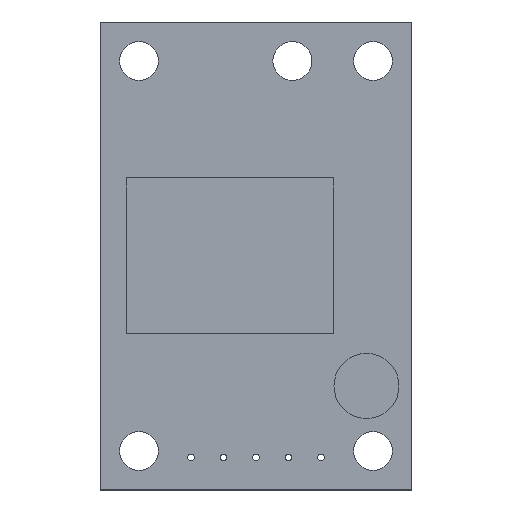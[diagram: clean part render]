
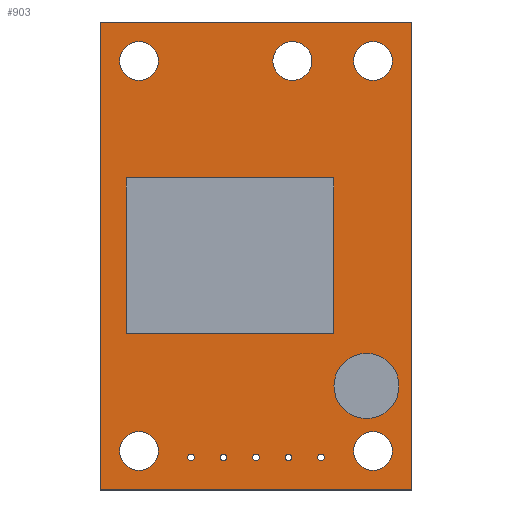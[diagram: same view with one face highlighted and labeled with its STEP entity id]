
A CAD part, top view. The second image highlights one B-rep face of the part: STEP entity #903.
In plain terms, the highlighted planar face has unit normal (0, 0, 1).
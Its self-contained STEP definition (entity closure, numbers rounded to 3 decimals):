
#626=FACE_BOUND('',#1547,.F.);
#627=FACE_BOUND('',#1548,.F.);
#628=FACE_BOUND('',#1549,.F.);
#629=FACE_BOUND('',#1550,.F.);
#630=FACE_BOUND('',#1551,.F.);
#631=FACE_BOUND('',#1552,.F.);
#632=FACE_BOUND('',#1553,.F.);
#633=FACE_BOUND('',#1554,.F.);
#634=FACE_BOUND('',#1555,.F.);
#635=FACE_BOUND('',#1556,.F.);
#659=PLANE('',#6543);
#903=ADVANCED_FACE('',(#626,#627,#628,#629,#630,#631,#632,#633,#634,#635,#1220),
#659,.T.);
#1220=FACE_OUTER_BOUND('',#1557,.F.);
#1547=EDGE_LOOP('',(#1987,#1988));
#1548=EDGE_LOOP('',(#1989,#1990));
#1549=EDGE_LOOP('',(#1991,#1992));
#1550=EDGE_LOOP('',(#1993,#1994));
#1551=EDGE_LOOP('',(#1995,#1996));
#1552=EDGE_LOOP('',(#1997,#1998));
#1553=EDGE_LOOP('',(#1999,#2000));
#1554=EDGE_LOOP('',(#2001,#2002));
#1555=EDGE_LOOP('',(#2003,#2004));
#1556=EDGE_LOOP('',(#2005,#2006));
#1557=EDGE_LOOP('',(#2007,#2008,#2009,#2010));
#1987=ORIENTED_EDGE('',*,*,#4726,.T.);
#1988=ORIENTED_EDGE('',*,*,#4727,.T.);
#1989=ORIENTED_EDGE('',*,*,#4728,.T.);
#1990=ORIENTED_EDGE('',*,*,#4729,.T.);
#1991=ORIENTED_EDGE('',*,*,#4730,.T.);
#1992=ORIENTED_EDGE('',*,*,#4731,.T.);
#1993=ORIENTED_EDGE('',*,*,#4732,.T.);
#1994=ORIENTED_EDGE('',*,*,#4733,.T.);
#1995=ORIENTED_EDGE('',*,*,#4734,.T.);
#1996=ORIENTED_EDGE('',*,*,#4735,.T.);
#1997=ORIENTED_EDGE('',*,*,#4736,.T.);
#1998=ORIENTED_EDGE('',*,*,#4737,.T.);
#1999=ORIENTED_EDGE('',*,*,#4738,.T.);
#2000=ORIENTED_EDGE('',*,*,#4739,.T.);
#2001=ORIENTED_EDGE('',*,*,#4740,.T.);
#2002=ORIENTED_EDGE('',*,*,#4741,.T.);
#2003=ORIENTED_EDGE('',*,*,#4742,.T.);
#2004=ORIENTED_EDGE('',*,*,#4743,.T.);
#2005=ORIENTED_EDGE('',*,*,#4744,.T.);
#2006=ORIENTED_EDGE('',*,*,#4745,.T.);
#2007=ORIENTED_EDGE('',*,*,#4746,.T.);
#2008=ORIENTED_EDGE('',*,*,#4747,.T.);
#2009=ORIENTED_EDGE('',*,*,#4748,.T.);
#2010=ORIENTED_EDGE('',*,*,#4749,.T.);
#3659=LINE('',#8231,#4157);
#3660=LINE('',#8232,#4158);
#3661=LINE('',#8233,#4159);
#3662=LINE('',#8234,#4160);
#4157=VECTOR('',#6892,24.);
#4158=VECTOR('',#6893,36.);
#4159=VECTOR('',#6894,24.);
#4160=VECTOR('',#6895,36.);
#4726=EDGE_CURVE('',#5606,#5605,#5515,.T.);
#4727=EDGE_CURVE('',#5605,#5606,#5516,.T.);
#4728=EDGE_CURVE('',#5604,#5603,#5517,.T.);
#4729=EDGE_CURVE('',#5603,#5604,#5518,.T.);
#4730=EDGE_CURVE('',#5602,#5601,#5519,.T.);
#4731=EDGE_CURVE('',#5601,#5602,#5520,.T.);
#4732=EDGE_CURVE('',#5600,#5599,#5521,.T.);
#4733=EDGE_CURVE('',#5599,#5600,#5522,.T.);
#4734=EDGE_CURVE('',#5598,#5597,#5523,.T.);
#4735=EDGE_CURVE('',#5597,#5598,#5524,.T.);
#4736=EDGE_CURVE('',#5596,#5595,#5525,.T.);
#4737=EDGE_CURVE('',#5595,#5596,#5526,.T.);
#4738=EDGE_CURVE('',#5594,#5593,#5527,.T.);
#4739=EDGE_CURVE('',#5593,#5594,#5528,.T.);
#4740=EDGE_CURVE('',#5592,#5591,#5529,.T.);
#4741=EDGE_CURVE('',#5591,#5592,#5530,.T.);
#4742=EDGE_CURVE('',#5590,#5589,#5531,.T.);
#4743=EDGE_CURVE('',#5589,#5590,#5532,.T.);
#4744=EDGE_CURVE('',#5588,#5587,#5533,.T.);
#4745=EDGE_CURVE('',#5587,#5588,#5534,.T.);
#4746=EDGE_CURVE('',#5586,#5585,#3659,.T.);
#4747=EDGE_CURVE('',#5585,#5584,#3660,.T.);
#4748=EDGE_CURVE('',#5584,#5583,#3661,.T.);
#4749=EDGE_CURVE('',#5583,#5586,#3662,.T.);
#5515=CIRCLE('',#6478,0.25);
#5516=CIRCLE('',#6479,0.25);
#5517=CIRCLE('',#6480,0.25);
#5518=CIRCLE('',#6481,0.25);
#5519=CIRCLE('',#6482,0.25);
#5520=CIRCLE('',#6483,0.25);
#5521=CIRCLE('',#6484,0.25);
#5522=CIRCLE('',#6485,0.25);
#5523=CIRCLE('',#6486,0.25);
#5524=CIRCLE('',#6487,0.25);
#5525=CIRCLE('',#6488,1.5);
#5526=CIRCLE('',#6489,1.5);
#5527=CIRCLE('',#6490,1.5);
#5528=CIRCLE('',#6491,1.5);
#5529=CIRCLE('',#6492,1.5);
#5530=CIRCLE('',#6493,1.5);
#5531=CIRCLE('',#6494,1.5);
#5532=CIRCLE('',#6495,1.5);
#5533=CIRCLE('',#6496,1.5);
#5534=CIRCLE('',#6497,1.5);
#5583=VERTEX_POINT('',#8187);
#5584=VERTEX_POINT('',#8188);
#5585=VERTEX_POINT('',#8189);
#5586=VERTEX_POINT('',#8190);
#5587=VERTEX_POINT('',#8191);
#5588=VERTEX_POINT('',#8192);
#5589=VERTEX_POINT('',#8193);
#5590=VERTEX_POINT('',#8194);
#5591=VERTEX_POINT('',#8195);
#5592=VERTEX_POINT('',#8196);
#5593=VERTEX_POINT('',#8197);
#5594=VERTEX_POINT('',#8198);
#5595=VERTEX_POINT('',#8199);
#5596=VERTEX_POINT('',#8200);
#5597=VERTEX_POINT('',#8201);
#5598=VERTEX_POINT('',#8202);
#5599=VERTEX_POINT('',#8203);
#5600=VERTEX_POINT('',#8204);
#5601=VERTEX_POINT('',#8205);
#5602=VERTEX_POINT('',#8206);
#5603=VERTEX_POINT('',#8207);
#5604=VERTEX_POINT('',#8208);
#5605=VERTEX_POINT('',#8209);
#5606=VERTEX_POINT('',#8210);
#6478=AXIS2_PLACEMENT_3D('',#8211,#6852,#6853);
#6479=AXIS2_PLACEMENT_3D('',#8212,#6854,#6855);
#6480=AXIS2_PLACEMENT_3D('',#8213,#6856,#6857);
#6481=AXIS2_PLACEMENT_3D('',#8214,#6858,#6859);
#6482=AXIS2_PLACEMENT_3D('',#8215,#6860,#6861);
#6483=AXIS2_PLACEMENT_3D('',#8216,#6862,#6863);
#6484=AXIS2_PLACEMENT_3D('',#8217,#6864,#6865);
#6485=AXIS2_PLACEMENT_3D('',#8218,#6866,#6867);
#6486=AXIS2_PLACEMENT_3D('',#8219,#6868,#6869);
#6487=AXIS2_PLACEMENT_3D('',#8220,#6870,#6871);
#6488=AXIS2_PLACEMENT_3D('',#8221,#6872,#6873);
#6489=AXIS2_PLACEMENT_3D('',#8222,#6874,#6875);
#6490=AXIS2_PLACEMENT_3D('',#8223,#6876,#6877);
#6491=AXIS2_PLACEMENT_3D('',#8224,#6878,#6879);
#6492=AXIS2_PLACEMENT_3D('',#8225,#6880,#6881);
#6493=AXIS2_PLACEMENT_3D('',#8226,#6882,#6883);
#6494=AXIS2_PLACEMENT_3D('',#8227,#6884,#6885);
#6495=AXIS2_PLACEMENT_3D('',#8228,#6886,#6887);
#6496=AXIS2_PLACEMENT_3D('',#8229,#6888,#6889);
#6497=AXIS2_PLACEMENT_3D('',#8230,#6890,#6891);
#6543=AXIS2_PLACEMENT_3D('',#8308,#7014,#7015);
#6852=DIRECTION('',(0.,0.,1.));
#6853=DIRECTION('',(0.,1.,0.));
#6854=DIRECTION('',(0.,0.,1.));
#6855=DIRECTION('',(1.,0.,0.));
#6856=DIRECTION('',(0.,0.,1.));
#6857=DIRECTION('',(1.,0.,0.));
#6858=DIRECTION('',(0.,0.,1.));
#6859=DIRECTION('',(0.,1.,0.));
#6860=DIRECTION('',(0.,0.,1.));
#6861=DIRECTION('',(1.,0.,0.));
#6862=DIRECTION('',(0.,0.,1.));
#6863=DIRECTION('',(0.,1.,0.));
#6864=DIRECTION('',(0.,0.,1.));
#6865=DIRECTION('',(1.,0.,0.));
#6866=DIRECTION('',(0.,0.,1.));
#6867=DIRECTION('',(0.,1.,0.));
#6868=DIRECTION('',(0.,0.,1.));
#6869=DIRECTION('',(1.,0.,0.));
#6870=DIRECTION('',(0.,0.,1.));
#6871=DIRECTION('',(0.,1.,0.));
#6872=DIRECTION('',(0.,0.,1.));
#6873=DIRECTION('',(1.,0.,0.));
#6874=DIRECTION('',(0.,0.,1.));
#6875=DIRECTION('',(-1.,0.,0.));
#6876=DIRECTION('',(0.,0.,1.));
#6877=DIRECTION('',(1.,0.,0.));
#6878=DIRECTION('',(0.,0.,1.));
#6879=DIRECTION('',(-1.,0.,0.));
#6880=DIRECTION('',(0.,0.,1.));
#6881=DIRECTION('',(1.,0.,0.));
#6882=DIRECTION('',(0.,0.,1.));
#6883=DIRECTION('',(-1.,0.,0.));
#6884=DIRECTION('',(0.,0.,1.));
#6885=DIRECTION('',(1.,0.,0.));
#6886=DIRECTION('',(0.,0.,1.));
#6887=DIRECTION('',(-1.,0.,0.));
#6888=DIRECTION('',(0.,0.,1.));
#6889=DIRECTION('',(1.,0.,0.));
#6890=DIRECTION('',(0.,0.,1.));
#6891=DIRECTION('',(-1.,0.,0.));
#6892=DIRECTION('',(-1.,0.,0.));
#6893=DIRECTION('',(0.,1.,0.));
#6894=DIRECTION('',(1.,0.,0.));
#6895=DIRECTION('',(0.,-1.,0.));
#7014=DIRECTION('',(0.,0.,1.));
#7015=DIRECTION('',(1.,0.,0.));
#8187=CARTESIAN_POINT('',(54.142,18.771,-1.));
#8188=CARTESIAN_POINT('',(30.142,18.771,-1.));
#8189=CARTESIAN_POINT('',(30.142,-17.229,
-1.));
#8190=CARTESIAN_POINT('',(54.142,-17.229,
-1.));
#8191=CARTESIAN_POINT('',(49.642,15.771,-1.));
#8192=CARTESIAN_POINT('',(52.642,15.771,-1.));
#8193=CARTESIAN_POINT('',(31.642,15.771,-1.));
#8194=CARTESIAN_POINT('',(34.642,15.771,-1.));
#8195=CARTESIAN_POINT('',(31.642,-14.229,
-1.));
#8196=CARTESIAN_POINT('',(34.642,-14.229,
-1.));
#8197=CARTESIAN_POINT('',(49.642,-14.229,
-1.));
#8198=CARTESIAN_POINT('',(52.642,-14.229,
-1.));
#8199=CARTESIAN_POINT('',(43.442,15.771,-1.));
#8200=CARTESIAN_POINT('',(46.442,15.771,-1.));
#8201=CARTESIAN_POINT('',(47.142,-14.479,
-1.));
#8202=CARTESIAN_POINT('',(47.392,-14.729,
-1.));
#8203=CARTESIAN_POINT('',(37.142,-14.479,
-1.));
#8204=CARTESIAN_POINT('',(37.392,-14.729,
-1.));
#8205=CARTESIAN_POINT('',(39.642,-14.479,
-1.));
#8206=CARTESIAN_POINT('',(39.892,-14.729,
-1.));
#8207=CARTESIAN_POINT('',(42.142,-14.479,
-1.));
#8208=CARTESIAN_POINT('',(42.392,-14.729,
-1.));
#8209=CARTESIAN_POINT('',(44.892,-14.729,
-1.));
#8210=CARTESIAN_POINT('',(44.642,-14.479,
-1.));
#8211=CARTESIAN_POINT('',(44.642,-14.729,
-1.));
#8212=CARTESIAN_POINT('',(44.642,-14.729,
-1.));
#8213=CARTESIAN_POINT('',(42.142,-14.729,
-1.));
#8214=CARTESIAN_POINT('',(42.142,-14.729,
-1.));
#8215=CARTESIAN_POINT('',(39.642,-14.729,
-1.));
#8216=CARTESIAN_POINT('',(39.642,-14.729,
-1.));
#8217=CARTESIAN_POINT('',(37.142,-14.729,
-1.));
#8218=CARTESIAN_POINT('',(37.142,-14.729,
-1.));
#8219=CARTESIAN_POINT('',(47.142,-14.729,
-1.));
#8220=CARTESIAN_POINT('',(47.142,-14.729,
-1.));
#8221=CARTESIAN_POINT('',(44.942,15.771,-1.));
#8222=CARTESIAN_POINT('',(44.942,15.771,-1.));
#8223=CARTESIAN_POINT('',(51.142,-14.229,
-1.));
#8224=CARTESIAN_POINT('',(51.142,-14.229,
-1.));
#8225=CARTESIAN_POINT('',(33.142,-14.229,
-1.));
#8226=CARTESIAN_POINT('',(33.142,-14.229,
-1.));
#8227=CARTESIAN_POINT('',(33.142,15.771,-1.));
#8228=CARTESIAN_POINT('',(33.142,15.771,-1.));
#8229=CARTESIAN_POINT('',(51.142,15.771,-1.));
#8230=CARTESIAN_POINT('',(51.142,15.771,-1.));
#8231=CARTESIAN_POINT('',(54.142,-17.229,
-1.));
#8232=CARTESIAN_POINT('',(30.142,-17.229,
-1.));
#8233=CARTESIAN_POINT('',(30.142,18.771,-1.));
#8234=CARTESIAN_POINT('',(54.142,18.771,-1.));
#8308=CARTESIAN_POINT('',(28.342,-19.029,
-1.));
